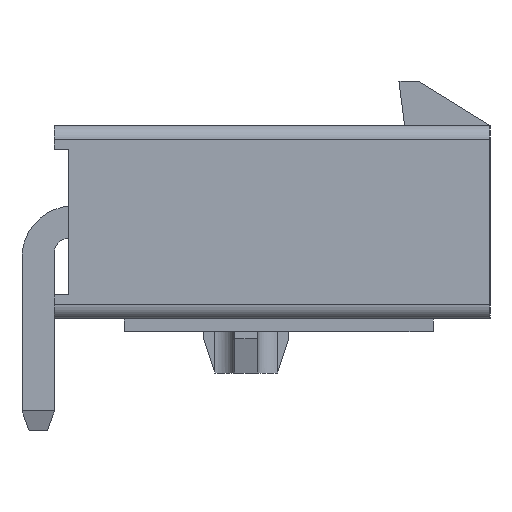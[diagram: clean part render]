
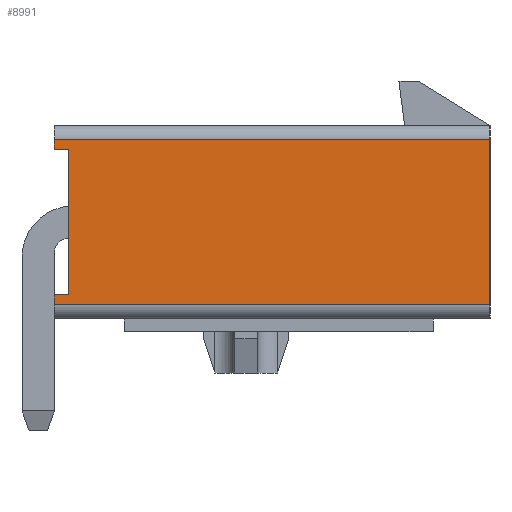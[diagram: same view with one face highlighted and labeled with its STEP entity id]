
A CAD part, left-side view. The second image highlights one B-rep face of the part: STEP entity #8991.
In plain terms, the highlighted planar face has unit normal (-1, 0, 0).
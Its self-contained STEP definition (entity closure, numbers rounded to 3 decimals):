
#2348=ORIENTED_EDGE('',*,*,#2970,.F.);
#2349=ORIENTED_EDGE('',*,*,#3853,.T.);
#2350=ORIENTED_EDGE('',*,*,#3686,.F.);
#2351=ORIENTED_EDGE('',*,*,#3689,.T.);
#2352=ORIENTED_EDGE('',*,*,#3694,.F.);
#2353=ORIENTED_EDGE('',*,*,#3678,.T.);
#2354=ORIENTED_EDGE('',*,*,#3674,.F.);
#2355=ORIENTED_EDGE('',*,*,#3852,.F.);
#2970=EDGE_CURVE('',#4172,#4173,#4981,.T.);
#3674=EDGE_CURVE('',#4675,#4677,#5627,.T.);
#3678=EDGE_CURVE('',#4680,#4677,#5630,.F.);
#3686=EDGE_CURVE('',#4685,#4686,#5635,.T.);
#3689=EDGE_CURVE('',#4685,#4687,#5637,.F.);
#3694=EDGE_CURVE('',#4680,#4687,#5641,.T.);
#3852=EDGE_CURVE('',#4173,#4675,#5797,.T.);
#3853=EDGE_CURVE('',#4172,#4686,#5798,.T.);
#4172=VERTEX_POINT('',#12577);
#4173=VERTEX_POINT('',#12579);
#4675=VERTEX_POINT('',#14005);
#4677=VERTEX_POINT('',#14008);
#4680=VERTEX_POINT('',#14016);
#4685=VERTEX_POINT('',#14030);
#4686=VERTEX_POINT('',#14032);
#4687=VERTEX_POINT('',#14036);
#4981=LINE('',#12578,#6136);
#5627=LINE('',#14007,#6782);
#5630=LINE('',#14015,#6785);
#5635=LINE('',#14031,#6790);
#5637=LINE('',#14037,#6792);
#5641=LINE('',#14044,#6796);
#5797=LINE('',#14371,#6952);
#5798=LINE('',#14373,#6953);
#6136=VECTOR('',#10052,1000.);
#6782=VECTOR('',#11256,1000.);
#6785=VECTOR('',#11263,1000.);
#6790=VECTOR('',#11278,1000.);
#6792=VECTOR('',#11284,1000.);
#6796=VECTOR('',#11292,1000.);
#6952=VECTOR('',#11778,1000.);
#6953=VECTOR('',#11781,1000.);
#7506=EDGE_LOOP('',(#2348,#2349,#2350,#2351,#2352,#2353,#2354,#2355));
#8043=FACE_BOUND('',#7506,.T.);
#8502=PLANE('',#9603);
#8991=ADVANCED_FACE('',(#8043),#8502,.F.);
#9603=AXIS2_PLACEMENT_3D('',#14372,#11779,#11780);
#10052=DIRECTION('',(0.,0.,1.));
#11256=DIRECTION('',(0.,0.,1.));
#11263=DIRECTION('',(0.,-1.,0.));
#11278=DIRECTION('',(0.,0.,1.));
#11284=DIRECTION('',(0.,1.,0.));
#11292=DIRECTION('',(0.,0.,-1.));
#11778=DIRECTION('',(0.,1.,0.));
#11779=DIRECTION('',(1.,0.,0.));
#11780=DIRECTION('',(0.,1.,0.));
#11781=DIRECTION('',(0.,1.,0.));
#12577=CARTESIAN_POINT('',(-23.125,7.15,-2.55));
#12578=CARTESIAN_POINT('',(-23.125,7.15,-2.55));
#12579=CARTESIAN_POINT('',(-23.125,7.15,2.55));
#14005=CARTESIAN_POINT('',(-23.125,7.65,2.55));
#14007=CARTESIAN_POINT('',(-23.125,7.65,-3.4));
#14008=CARTESIAN_POINT('',(-23.125,7.65,2.9));
#14015=CARTESIAN_POINT('',(-23.125,0.,2.9));
#14016=CARTESIAN_POINT('',(-23.125,-7.65,2.9));
#14030=CARTESIAN_POINT('',(-23.125,7.65,-2.9));
#14031=CARTESIAN_POINT('',(-23.125,7.65,-3.4));
#14032=CARTESIAN_POINT('',(-23.125,7.65,-2.55));
#14036=CARTESIAN_POINT('',(-23.125,-7.65,-2.9));
#14037=CARTESIAN_POINT('',(-23.125,0.,-2.9));
#14044=CARTESIAN_POINT('',(-23.125,-7.65,3.4));
#14371=CARTESIAN_POINT('',(-23.125,7.15,2.55));
#14372=CARTESIAN_POINT('',(-23.125,0.,0.));
#14373=CARTESIAN_POINT('',(-23.125,7.15,-2.55));
